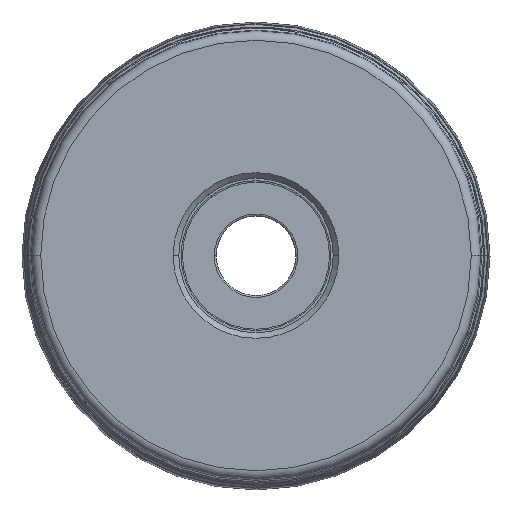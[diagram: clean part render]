
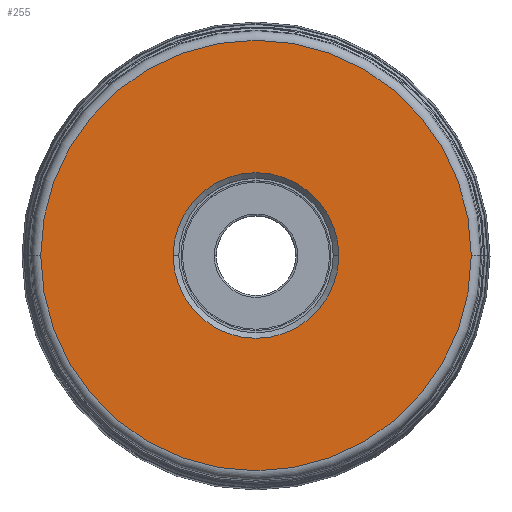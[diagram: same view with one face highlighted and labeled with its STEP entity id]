
A CAD part, top view. The second image highlights one B-rep face of the part: STEP entity #255.
In plain terms, the highlighted planar face has unit normal (0, 0, 1).
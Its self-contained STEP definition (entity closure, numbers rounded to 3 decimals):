
#43=PLANE('',#2589);
#50=FACE_BOUND('',#576,.T.);
#51=FACE_BOUND('',#577,.T.);
#255=ADVANCED_FACE('',(#50,#51),#43,.F.);
#576=EDGE_LOOP('',(#1034,#1035,#1036,#1037));
#577=EDGE_LOOP('',(#1038,#1039,#1040,#1041));
#1034=ORIENTED_EDGE('',*,*,#1617,.F.);
#1035=ORIENTED_EDGE('',*,*,#1615,.F.);
#1036=ORIENTED_EDGE('',*,*,#1614,.T.);
#1037=ORIENTED_EDGE('',*,*,#1618,.T.);
#1038=ORIENTED_EDGE('',*,*,#1619,.T.);
#1039=ORIENTED_EDGE('',*,*,#1620,.T.);
#1040=ORIENTED_EDGE('',*,*,#1621,.T.);
#1041=ORIENTED_EDGE('',*,*,#1622,.T.);
#1342=VERTEX_POINT('',#4824);
#1343=VERTEX_POINT('',#4826);
#1344=VERTEX_POINT('',#4828);
#1345=VERTEX_POINT('',#4832);
#1346=VERTEX_POINT('',#4836);
#1347=VERTEX_POINT('',#4837);
#1348=VERTEX_POINT('',#4839);
#1349=VERTEX_POINT('',#4841);
#1614=EDGE_CURVE('',#1343,#1342,#1952,.T.);
#1615=EDGE_CURVE('',#1343,#1344,#1953,.T.);
#1617=EDGE_CURVE('',#1344,#1345,#1955,.T.);
#1618=EDGE_CURVE('',#1342,#1345,#1956,.T.);
#1619=EDGE_CURVE('',#1346,#1347,#1957,.T.);
#1620=EDGE_CURVE('',#1347,#1348,#1958,.T.);
#1621=EDGE_CURVE('',#1348,#1349,#1959,.T.);
#1622=EDGE_CURVE('',#1349,#1346,#1960,.T.);
#1952=CIRCLE('',#2578,46.);
#1953=CIRCLE('',#2579,46.);
#1955=CIRCLE('',#2582,46.);
#1956=CIRCLE('',#2583,46.);
#1957=CIRCLE('',#2585,17.7);
#1958=CIRCLE('',#2586,17.7);
#1959=CIRCLE('',#2587,17.7);
#1960=CIRCLE('',#2588,17.7);
#2578=AXIS2_PLACEMENT_3D('',#4825,#3231,#3232);
#2579=AXIS2_PLACEMENT_3D('',#4827,#3233,#3234);
#2582=AXIS2_PLACEMENT_3D('',#4831,#3239,#3240);
#2583=AXIS2_PLACEMENT_3D('',#4833,#3241,#3242);
#2585=AXIS2_PLACEMENT_3D('',#4835,#3245,#3246);
#2586=AXIS2_PLACEMENT_3D('',#4838,#3247,#3248);
#2587=AXIS2_PLACEMENT_3D('',#4840,#3249,#3250);
#2588=AXIS2_PLACEMENT_3D('',#4842,#3251,#3252);
#2589=AXIS2_PLACEMENT_3D('',#4843,#3253,#3254);
#3231=DIRECTION('',(0.,0.,1.));
#3232=DIRECTION('',(1.,0.,0.));
#3233=DIRECTION('',(0.,0.,-1.));
#3234=DIRECTION('',(-1.,0.,0.));
#3239=DIRECTION('',(0.,0.,-1.));
#3240=DIRECTION('',(-1.,0.,0.));
#3241=DIRECTION('',(0.,0.,1.));
#3242=DIRECTION('',(1.,0.,0.));
#3245=DIRECTION('',(0.,0.,-1.));
#3246=DIRECTION('',(0.,-1.,0.));
#3247=DIRECTION('',(0.,0.,-1.));
#3248=DIRECTION('',(-1.,0.,0.));
#3249=DIRECTION('',(0.,0.,-1.));
#3250=DIRECTION('',(0.,1.,0.));
#3251=DIRECTION('',(0.,0.,-1.));
#3252=DIRECTION('',(1.,0.,0.));
#3253=DIRECTION('',(0.,0.,-1.));
#3254=DIRECTION('',(1.,0.,0.));
#4824=CARTESIAN_POINT('',(46.,0.,0.));
#4825=CARTESIAN_POINT('',(0.,0.,0.));
#4826=CARTESIAN_POINT('',(46.,-0.021,0.));
#4827=CARTESIAN_POINT('',(0.,0.,0.));
#4828=CARTESIAN_POINT('',(-46.,0.,0.));
#4831=CARTESIAN_POINT('',(0.,0.,0.));
#4832=CARTESIAN_POINT('',(-46.,0.021,0.));
#4833=CARTESIAN_POINT('',(0.,0.,0.));
#4835=CARTESIAN_POINT('',(0.,0.,0.));
#4836=CARTESIAN_POINT('',(0.,-17.7,0.));
#4837=CARTESIAN_POINT('',(-17.7,0.,0.));
#4838=CARTESIAN_POINT('',(0.,0.,0.));
#4839=CARTESIAN_POINT('',(0.,17.7,0.));
#4840=CARTESIAN_POINT('',(0.,0.,0.));
#4841=CARTESIAN_POINT('',(17.7,0.,0.));
#4842=CARTESIAN_POINT('',(0.,0.,0.));
#4843=CARTESIAN_POINT('',(0.,0.,0.));
